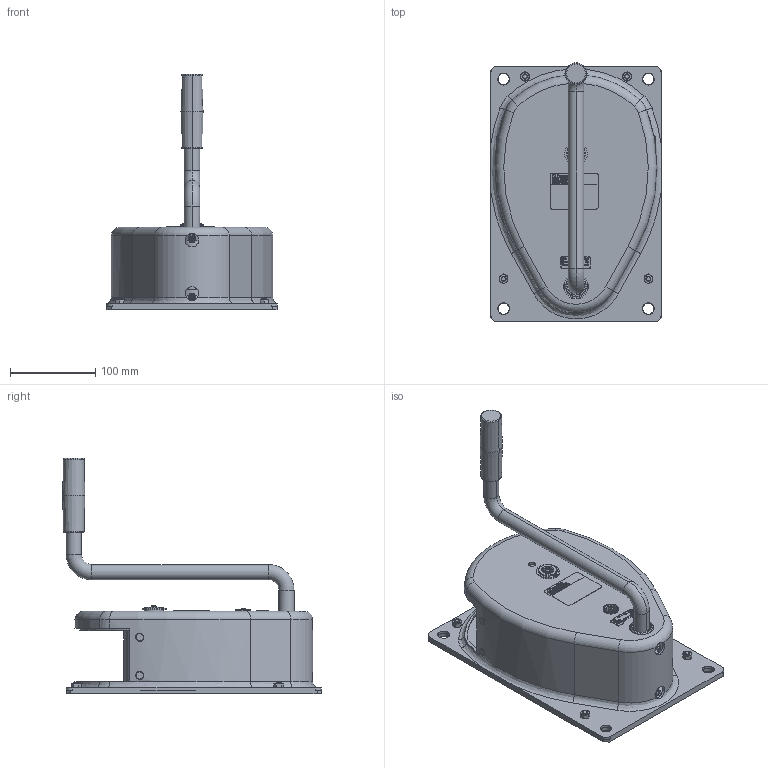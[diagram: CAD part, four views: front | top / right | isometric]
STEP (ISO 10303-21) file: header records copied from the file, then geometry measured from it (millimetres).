
FILE_DESCRIPTION(('Creo Elements/Direct Modeling STEP Export'),'2;1');
FILE_NAME('200053.stp','2022-04-20T13:59:04',(''),(''),'Creo Elements/Direct Modeling STEP processor for AP214 (Solid Model)','Creo Elements/Direct Modeling 20.1C 13-Oct-2019 (C) Parametric Technology GmbH','');
FILE_SCHEMA(('AUTOMOTIVE_DESIGN { 1 0 10303 214 1 1 1 1 }'));
Length unit declared in the file: millimetre
Products named in the file (3): Gehäuse; Kurbel; Handseilwinde_200053
Assembly tree (2 placements, depth 2):
  Handseilwinde_200053
    Kurbel
    Gehäuse
Bounding box: 200 x 304 x 277 mm (x, y, z)
Volume: 1411763.7 mm3; surface area: 501895.9 mm2
Topology: 2 solids, 6 shells, 869 faces, 5474 edges, 4834 vertices
Faces by surface type: plane 408, cylinder 231, cone 154, torus 34, bspline 34, sphere 8
Entity records: 71929 total; most frequent: CARTESIAN_POINT 28074, ORIENTED_EDGE 10940, DIRECTION 6477, EDGE_CURVE 5470, VERTEX_POINT 4834, VECTOR 4419, LINE 4419, EDGE_LOOP 1134
